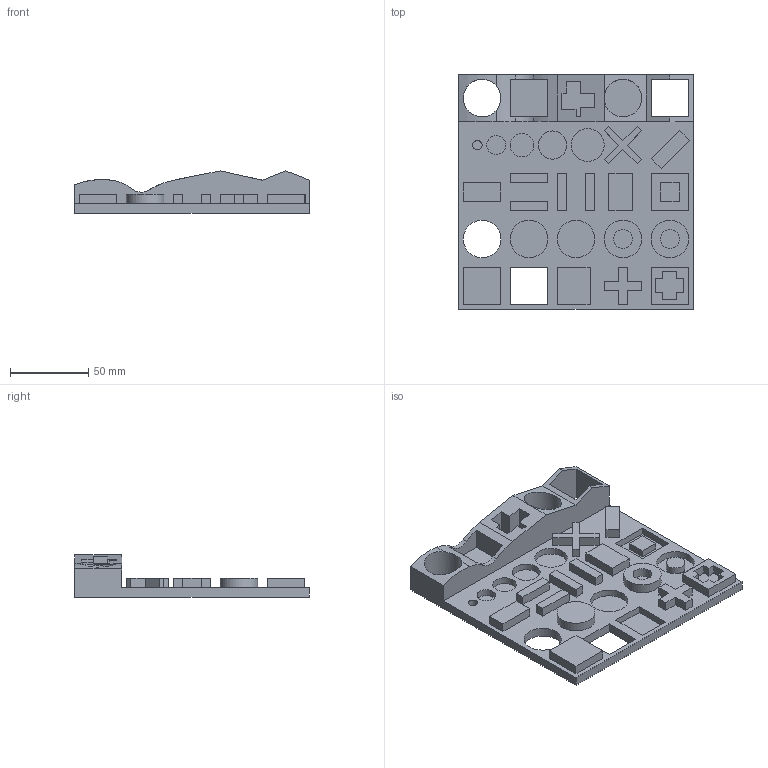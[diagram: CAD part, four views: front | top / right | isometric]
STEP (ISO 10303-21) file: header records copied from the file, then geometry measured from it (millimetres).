
FILE_DESCRIPTION(/* description */ (''),/* implementation_level */ '2;1');
FILE_NAME(/* name */ 'Probe Playground v2.step',/* time_stamp */ '2025-03-20T20:28:11-07:00',/* author */ (''),/* organization */ (''),/* preprocessor_version */ 'ST-DEVELOPER v20.1',/* originating_system */ 'Autodesk Translation Framework v14.4.0.0',/* authorisation */ '');
FILE_SCHEMA (('AUTOMOTIVE_DESIGN { 1 0 10303 214 3 1 1 }'));
Length unit declared in the file: millimetre
Products named in the file (1): Probe Playground
Bounding box: 150 x 150 x 27 mm (x, y, z)
Volume: 166940.7 mm3; surface area: 68591.7 mm2
Topology: 1 solids, 1 shells, 167 faces, 421 edges, 280 vertices
Faces by surface type: plane 148, cylinder 19
Full cylindrical faces by diameter (mm): 6 x1, 12 x3, 15 x1, 18 x1, 21 x1, 24 x7
Entity records: 5049 total; most frequent: CARTESIAN_POINT 938, ORIENTED_EDGE 838, DIRECTION 794, EDGE_CURVE 419, LINE 374, VECTOR 374, VERTEX_POINT 279, AXIS2_PLACEMENT_3D 210
